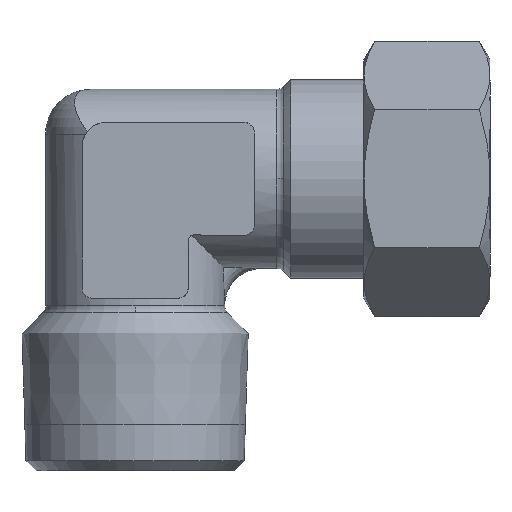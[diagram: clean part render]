
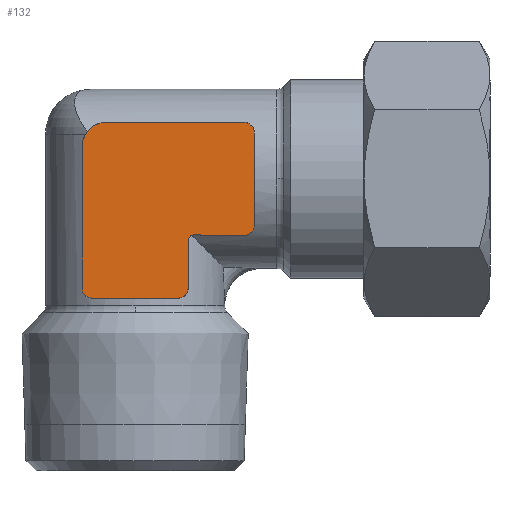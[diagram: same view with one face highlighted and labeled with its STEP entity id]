
A CAD part, top view. The second image highlights one B-rep face of the part: STEP entity #132.
In plain terms, the highlighted planar face has unit normal (0, 0, 1).
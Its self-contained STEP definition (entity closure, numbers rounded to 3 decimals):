
#132=ADVANCED_FACE('',(#326),#327,.T.);
#326=FACE_OUTER_BOUND('',#543,.T.);
#327=PLANE('',#544);
#543=EDGE_LOOP('',(#1244,#1245,#1246,#1247,#1248,#1249,#1250,#1251,#1252,#1253,#1254,#1255,#1256,#1257,#1258,#1259,#1260));
#544=AXIS2_PLACEMENT_3D('',#1261,#1262,#1263);
#1244=ORIENTED_EDGE('',*,*,#1653,.F.);
#1245=ORIENTED_EDGE('',*,*,#1648,.F.);
#1246=ORIENTED_EDGE('',*,*,#1642,.F.);
#1247=ORIENTED_EDGE('',*,*,#1478,.F.);
#1248=ORIENTED_EDGE('',*,*,#1631,.F.);
#1249=ORIENTED_EDGE('',*,*,#1612,.F.);
#1250=ORIENTED_EDGE('',*,*,#1667,.F.);
#1251=ORIENTED_EDGE('',*,*,#1665,.F.);
#1252=ORIENTED_EDGE('',*,*,#1656,.F.);
#1253=ORIENTED_EDGE('',*,*,#1664,.F.);
#1254=ORIENTED_EDGE('',*,*,#1662,.F.);
#1255=ORIENTED_EDGE('',*,*,#1660,.F.);
#1256=ORIENTED_EDGE('',*,*,#1658,.F.);
#1257=ORIENTED_EDGE('',*,*,#1622,.F.);
#1258=ORIENTED_EDGE('',*,*,#1628,.F.);
#1259=ORIENTED_EDGE('',*,*,#1638,.F.);
#1260=ORIENTED_EDGE('',*,*,#1485,.F.);
#1261=CARTESIAN_POINT('',(4.149,40.106,13.5));
#1262=DIRECTION('',(0.0,0.0,1.0));
#1263=DIRECTION('',(1.0,0.0,0.0));
#1478=EDGE_CURVE('',#1788,#1786,#1790,.T.);
#1485=EDGE_CURVE('',#1801,#1799,#1803,.T.);
#1612=EDGE_CURVE('',#2008,#2010,#2011,.T.);
#1622=EDGE_CURVE('',#2025,#2027,#2028,.T.);
#1628=EDGE_CURVE('',#2035,#2025,#2037,.T.);
#1631=EDGE_CURVE('',#2010,#1788,#2040,.T.);
#1638=EDGE_CURVE('',#1799,#2035,#2049,.T.);
#1642=EDGE_CURVE('',#1786,#2055,#2056,.T.);
#1648=EDGE_CURVE('',#2055,#1767,#2064,.T.);
#1653=EDGE_CURVE('',#1767,#1801,#2070,.T.);
#1656=EDGE_CURVE('',#1922,#2073,#2074,.T.);
#1658=EDGE_CURVE('',#2027,#2076,#2077,.T.);
#1660=EDGE_CURVE('',#2076,#2079,#2080,.T.);
#1662=EDGE_CURVE('',#2079,#2082,#2083,.T.);
#1664=EDGE_CURVE('',#2082,#1922,#2085,.T.);
#1665=EDGE_CURVE('',#2073,#2086,#2087,.T.);
#1667=EDGE_CURVE('',#2086,#2008,#2089,.T.);
#1767=VERTEX_POINT('',#2285);
#1786=VERTEX_POINT('',#2358);
#1788=VERTEX_POINT('',#2361);
#1790=CIRCLE('',#2364,1.651);
#1799=VERTEX_POINT('',#2390);
#1801=VERTEX_POINT('',#2393);
#1803=CIRCLE('',#2396,1.651);
#1922=VERTEX_POINT('',#2752);
#2008=VERTEX_POINT('',#3114);
#2010=VERTEX_POINT('',#3117);
#2011=CIRCLE('',#3118,3.802);
#2025=VERTEX_POINT('',#3148);
#2027=VERTEX_POINT('',#3151);
#2028=LINE('',#3152,#3153);
#2035=VERTEX_POINT('',#3164);
#2037=LINE('',#3167,#3168);
#2040=LINE('',#3173,#3174);
#2049=CIRCLE('',#3202,1.651);
#2055=VERTEX_POINT('',#3224);
#2056=CIRCLE('',#3225,1.651);
#2064=LINE('',#3236,#3237);
#2070=LINE('',#3245,#3246);
#2073=VERTEX_POINT('',#3251);
#2074=LINE('',#3252,#3253);
#2076=VERTEX_POINT('',#3256);
#2077=CIRCLE('',#3257,0.982);
#2079=VERTEX_POINT('',#3260);
#2080=LINE('',#3261,#3262);
#2082=VERTEX_POINT('',#3265);
#2083=CIRCLE('',#3266,1.5);
#2085=LINE('',#3269,#3270);
#2086=VERTEX_POINT('',#3271);
#2087=CIRCLE('',#3272,1.5);
#2089=LINE('',#3275,#3276);
#2285=CARTESIAN_POINT('',(18.0,44.0,13.5));
#2358=CARTESIAN_POINT('',(18.003,50.892,13.5));
#2361=CARTESIAN_POINT('',(16.5,52.536,13.5));
#2364=AXIS2_PLACEMENT_3D('',#3408,#3409,#3410);
#2390=CARTESIAN_POINT('',(18.003,37.108,13.5));
#2393=CARTESIAN_POINT('',(18.0,37.199,13.5));
#2396=AXIS2_PLACEMENT_3D('',#3418,#3419,#3420);
#2752=CARTESIAN_POINT('',(0.0,26.,13.5));
#3114=CARTESIAN_POINT('',(-8.0,48.909,13.5));
#3117=CARTESIAN_POINT('',(-4.5,52.536,13.5));
#3118=AXIS2_PLACEMENT_3D('',#3608,#3609,#3610);
#3148=CARTESIAN_POINT('',(12.077,35.464,13.5));
#3151=CARTESIAN_POINT('',(9.0,35.552,13.5));
#3152=CARTESIAN_POINT('',(9.0,35.552,13.5));
#3153=VECTOR('',#3623,1.0);
#3164=CARTESIAN_POINT('',(16.5,35.464,13.5));
#3167=CARTESIAN_POINT('',(12.077,35.464,13.5));
#3168=VECTOR('',#3629,1.0);
#3173=CARTESIAN_POINT('',(-4.5,52.536,13.5));
#3174=VECTOR('',#3632,1.0);
#3202=AXIS2_PLACEMENT_3D('',#3640,#3641,#3642);
#3224=CARTESIAN_POINT('',(18.0,50.801,13.5));
#3225=AXIS2_PLACEMENT_3D('',#3647,#3648,#3649);
#3236=CARTESIAN_POINT('',(18.0,50.801,13.5));
#3237=VECTOR('',#3659,1.0);
#3245=CARTESIAN_POINT('',(18.0,50.801,13.5));
#3246=VECTOR('',#3668,1.0);
#3251=CARTESIAN_POINT('',(-6.5,26.,13.5));
#3252=CARTESIAN_POINT('',(-6.5,26.,13.5));
#3253=VECTOR('',#3671,1.0);
#3256=CARTESIAN_POINT('',(8.0,34.72,13.5));
#3257=AXIS2_PLACEMENT_3D('',#3673,#3674,#3675);
#3260=CARTESIAN_POINT('',(8.0,27.5,13.5));
#3261=CARTESIAN_POINT('',(8.0,27.5,13.5));
#3262=VECTOR('',#3677,1.0);
#3265=CARTESIAN_POINT('',(6.5,26.,13.5));
#3266=AXIS2_PLACEMENT_3D('',#3679,#3680,#3681);
#3269=CARTESIAN_POINT('',(-6.5,26.,13.5));
#3270=VECTOR('',#3683,1.0);
#3271=CARTESIAN_POINT('',(-8.0,27.5,13.5));
#3272=AXIS2_PLACEMENT_3D('',#3684,#3685,#3686);
#3275=CARTESIAN_POINT('',(-8.0,27.5,13.5));
#3276=VECTOR('',#3688,1.0);
#3408=CARTESIAN_POINT('',(16.352,50.892,13.5));
#3409=DIRECTION('',(0.0,0.0,-1.0));
#3410=DIRECTION('',(1.0,0.0,0.0));
#3418=CARTESIAN_POINT('',(16.352,37.108,13.5));
#3419=DIRECTION('',(0.0,0.0,-1.0));
#3420=DIRECTION('',(1.0,0.0,0.0));
#3608=CARTESIAN_POINT('',(-4.202,48.746,13.5));
#3609=DIRECTION('',(0.0,0.0,-1.0));
#3610=DIRECTION('',(1.0,0.0,0.0));
#3623=DIRECTION('',(-1.,0.029,0.0));
#3629=DIRECTION('',(-1.0,-0.0,-0.0));
#3632=DIRECTION('',(1.0,0.0,0.0));
#3640=CARTESIAN_POINT('',(16.352,37.108,13.5));
#3641=DIRECTION('',(0.0,0.0,-1.0));
#3642=DIRECTION('',(1.0,0.0,0.0));
#3647=CARTESIAN_POINT('',(16.352,50.892,13.5));
#3648=DIRECTION('',(0.0,0.0,-1.0));
#3649=DIRECTION('',(1.0,0.0,0.0));
#3659=DIRECTION('',(0.,-1.0,0.0));
#3668=DIRECTION('',(0.,-1.0,0.0));
#3671=DIRECTION('',(-1.0,-0.0,-0.0));
#3673=CARTESIAN_POINT('',(8.971,34.571,13.5));
#3674=DIRECTION('',(0.0,0.0,1.0));
#3675=DIRECTION('',(1.0,0.0,0.0));
#3677=DIRECTION('',(-0.0,-1.0,-0.0));
#3679=CARTESIAN_POINT('',(6.5,27.5,13.5));
#3680=DIRECTION('',(0.0,0.0,-1.0));
#3681=DIRECTION('',(1.0,0.0,0.0));
#3683=DIRECTION('',(-1.0,-0.0,-0.0));
#3684=CARTESIAN_POINT('',(-6.5,27.5,13.5));
#3685=DIRECTION('',(0.0,0.0,-1.0));
#3686=DIRECTION('',(1.0,0.0,0.0));
#3688=DIRECTION('',(0.0,1.0,0.0));
